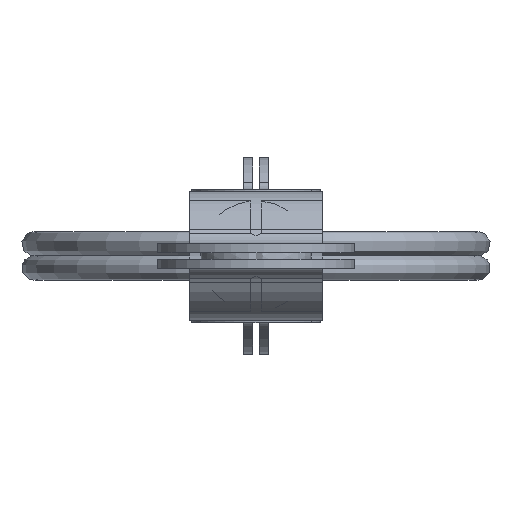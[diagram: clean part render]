
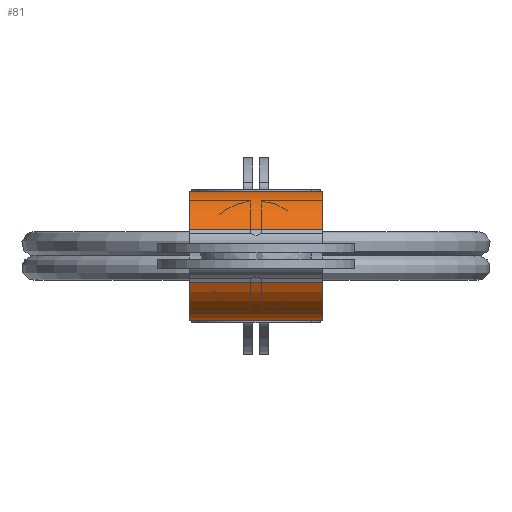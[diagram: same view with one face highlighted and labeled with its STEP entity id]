
A CAD part, left-side view. The second image highlights one B-rep face of the part: STEP entity #81.
In plain terms, the highlighted cylindrical face has radius 2.62 mm (diameter 5.24 mm), a partial arc.
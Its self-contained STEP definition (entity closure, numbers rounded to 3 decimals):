
#81 = ADVANCED_FACE( '', ( #212, #213 ), #214, .T. );
#212 = FACE_OUTER_BOUND( '', #421, .T. );
#213 = FACE_BOUND( '', #422, .T. );
#214 = CYLINDRICAL_SURFACE( '', #423, 2.62 );
#421 = EDGE_LOOP( '', ( #624, #625, #626, #627 ) );
#422 = EDGE_LOOP( '', ( #628 ) );
#423 = AXIS2_PLACEMENT_3D( '', #629, #630, #631 );
#624 = ORIENTED_EDGE( '', *, *, #1172, .F. );
#625 = ORIENTED_EDGE( '', *, *, #1173, .F. );
#626 = ORIENTED_EDGE( '', *, *, #1174, .F. );
#627 = ORIENTED_EDGE( '', *, *, #1175, .T. );
#628 = ORIENTED_EDGE( '', *, *, #1176, .F. );
#629 = CARTESIAN_POINT( '', ( 7.38, 5., 0. ) );
#630 = DIRECTION( '', ( 0., 1., 0. ) );
#631 = DIRECTION( '', ( 0., 0., -1. ) );
#1172 = EDGE_CURVE( '', #1393, #1394, #1395, .F. );
#1173 = EDGE_CURVE( '', #1396, #1393, #1397, .T. );
#1174 = EDGE_CURVE( '', #1398, #1396, #1399, .F. );
#1175 = EDGE_CURVE( '', #1398, #1394, #1400, .T. );
#1176 = EDGE_CURVE( '', #1401, #1401, #1402, .T. );
#1393 = VERTEX_POINT( '', #1714 );
#1394 = VERTEX_POINT( '', #1715 );
#1395 = CIRCLE( '', #1716, 2.62 );
#1396 = VERTEX_POINT( '', #1717 );
#1397 = LINE( '', #1718, #1719 );
#1398 = VERTEX_POINT( '', #1720 );
#1399 = CIRCLE( '', #1721, 2.62 );
#1400 = LINE( '', #1722, #1723 );
#1401 = VERTEX_POINT( '', #1724 );
#1402 = B_SPLINE_CURVE_WITH_KNOTS( '', 3, ( #1725, #1726, #1727, #1728, #1729, #1730, #1731, #1732, #1733, #1734, #1735, #1736, #1737, #1738, #1739, #1740, #1741, #1742 ), .UNSPECIFIED., .T., .F., ( 2, 2, 2, 2, 2, 2, 2, 2, 2, 2, 2 ), ( 0., 0., 0., 0.001, 0.001, 0.001, 0.002, 0.002, 0.002, 0.003, 0.003 ), .UNSPECIFIED. );
#1714 = CARTESIAN_POINT( '', ( 4.996, -2.71, -1.086 ) );
#1715 = CARTESIAN_POINT( '', ( 4.996, -2.71, 1.086 ) );
#1716 = AXIS2_PLACEMENT_3D( '', #2272, #2273, #2274 );
#1717 = CARTESIAN_POINT( '', ( 4.996, 2.71, -1.086 ) );
#1718 = CARTESIAN_POINT( '', ( 4.996, 5., -1.086 ) );
#1719 = VECTOR( '', #2275, 1000. );
#1720 = CARTESIAN_POINT( '', ( 4.996, 2.71, 1.086 ) );
#1721 = AXIS2_PLACEMENT_3D( '', #2276, #2277, #2278 );
#1722 = CARTESIAN_POINT( '', ( 4.996, 5., 1.086 ) );
#1723 = VECTOR( '', #2279, 1000. );
#1724 = CARTESIAN_POINT( '', ( 9.96, 0., -0.455 ) );
#1725 = CARTESIAN_POINT( '', ( 9.96, -0.12, -0.455 ) );
#1726 = CARTESIAN_POINT( '', ( 9.96, 0.12, -0.455 ) );
#1727 = CARTESIAN_POINT( '', ( 9.97, 0.238, -0.405 ) );
#1728 = CARTESIAN_POINT( '', ( 9.991, 0.406, -0.238 ) );
#1729 = CARTESIAN_POINT( '', ( 10., 0.455, -0.119 ) );
#1730 = CARTESIAN_POINT( '', ( 10., 0.455, 0.119 ) );
#1731 = CARTESIAN_POINT( '', ( 9.991, 0.407, 0.237 ) );
#1732 = CARTESIAN_POINT( '', ( 9.97, 0.237, 0.406 ) );
#1733 = CARTESIAN_POINT( '', ( 9.96, 0.119, 0.455 ) );
#1734 = CARTESIAN_POINT( '', ( 9.96, -0.119, 0.455 ) );
#1735 = CARTESIAN_POINT( '', ( 9.97, -0.237, 0.406 ) );
#1736 = CARTESIAN_POINT( '', ( 9.991, -0.405, 0.238 ) );
#1737 = CARTESIAN_POINT( '', ( 10., -0.455, 0.121 ) );
#1738 = CARTESIAN_POINT( '', ( 10., -0.455, -0.12 ) );
#1739 = CARTESIAN_POINT( '', ( 9.991, -0.406, -0.238 ) );
#1740 = CARTESIAN_POINT( '', ( 9.97, -0.238, -0.405 ) );
#1741 = CARTESIAN_POINT( '', ( 9.96, -0.12, -0.455 ) );
#1742 = CARTESIAN_POINT( '', ( 9.96, 0.12, -0.455 ) );
#2272 = CARTESIAN_POINT( '', ( 7.38, -2.71, 0. ) );
#2273 = DIRECTION( '', ( 0., 1., 0. ) );
#2274 = DIRECTION( '', ( -1., 0., 0. ) );
#2275 = DIRECTION( '', ( 0., -1., 0. ) );
#2276 = CARTESIAN_POINT( '', ( 7.38, 2.71, 0. ) );
#2277 = DIRECTION( '', ( 0., -1., 0. ) );
#2278 = DIRECTION( '', ( 0., 0., -1. ) );
#2279 = DIRECTION( '', ( 0., -1., 0. ) );
